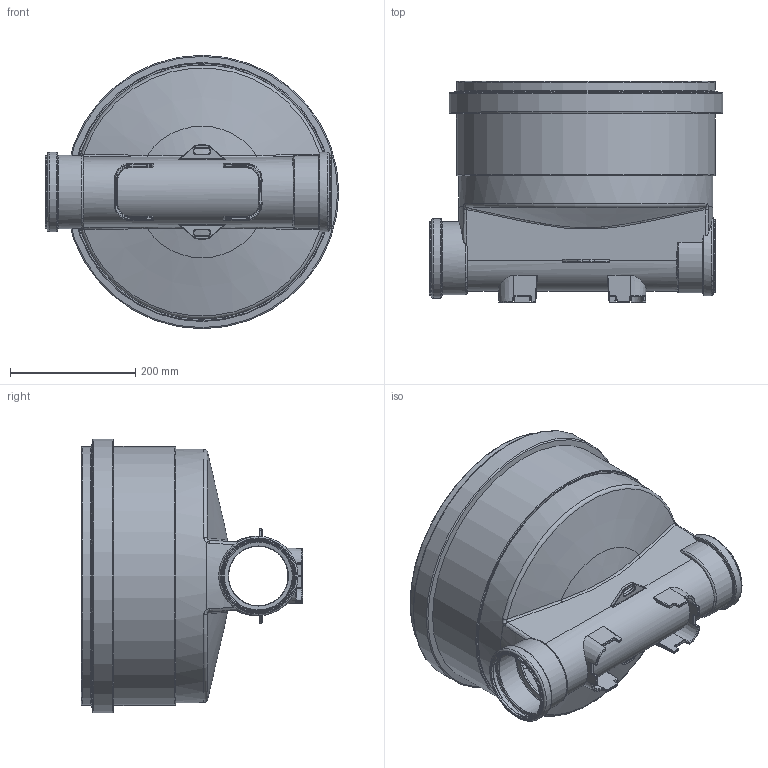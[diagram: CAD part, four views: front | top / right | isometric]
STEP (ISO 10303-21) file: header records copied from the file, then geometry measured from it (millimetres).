
FILE_DESCRIPTION(/* description */ (''),/* implementation_level */ '2;1');
FILE_NAME(/* name */ '660000 SC Schachtboden Typ G DN400_110.stp',/* time_stamp */ '2021-05-22T09:34:05+02:00',/* author */ ('corinna'),/* organization */ (''),/* preprocessor_version */ 'ST-DEVELOPER v18',/* originating_system */ 'Autodesk Inventor 2020',/* authorisation */ '');
FILE_SCHEMA (('AUTOMOTIVE_DESIGN { 1 0 10303 214 3 1 1 }'));
Length unit declared in the file: millimetre
Products named in the file (1): 660000 SC Schachtboden Typ G DN400_110
Bounding box: 467.85 x 352.5 x 436.1 mm (x, y, z)
Volume: 2504527.1 mm3; surface area: 1077869.7 mm2
Topology: 1 solids, 1 shells, 503 faces, 1312 edges, 813 vertices
Faces by surface type: bspline 144, cylinder 138, plane 85, torus 61, sphere 42, cone 33
Full cylindrical faces by diameter (mm): 95 x1, 102 x1, 110.4 x2, 110.7 x4, 116.6 x1, 116.9 x2, 120.3 x2, 126.5 x1, 394.9 x1, 404 x2, 404.9 x1, 413 x2, 427.1 x1, 436.1 x1
Entity records: 20367 total; most frequent: CARTESIAN_POINT 8469, ORIENTED_EDGE 2616, DIRECTION 2410, EDGE_CURVE 1308, AXIS2_PLACEMENT_3D 1042, VERTEX_POINT 813, CIRCLE 592, EDGE_LOOP 517
